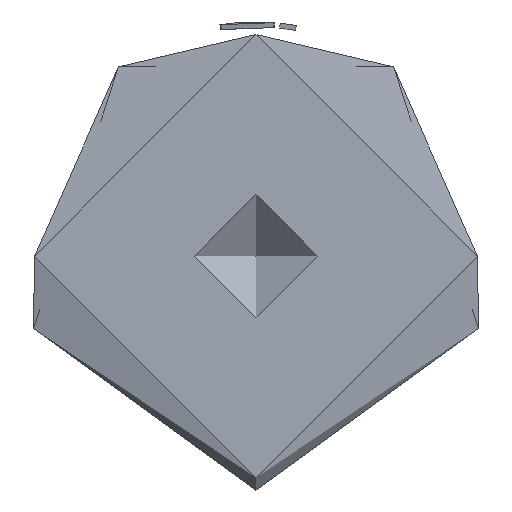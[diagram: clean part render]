
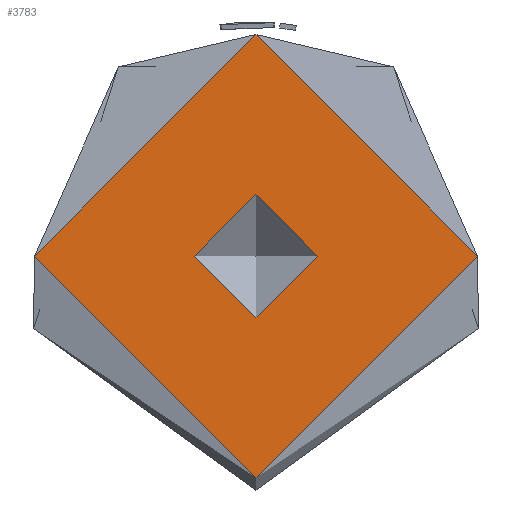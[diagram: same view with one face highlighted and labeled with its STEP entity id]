
A CAD part, front view. The second image highlights one B-rep face of the part: STEP entity #3783.
In plain terms, the highlighted face is planar.
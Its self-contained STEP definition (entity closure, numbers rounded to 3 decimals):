
#23 = VERTEX_POINT ( 'NONE', #3693 ) ;
#112 = CIRCLE ( 'NONE', #514, 2.5 ) ;
#514 = AXIS2_PLACEMENT_3D ( 'NONE', #3027, #1023, #3368 ) ;
#763 = ORIENTED_EDGE ( 'NONE', *, *, #4291, .F. ) ;
#820 = EDGE_LOOP ( 'NONE', ( #2385 ) ) ;
#1003 = PLANE ( 'NONE',  #1181 ) ;
#1023 = DIRECTION ( 'NONE',  ( 0., 0., -1. ) ) ;
#1181 = AXIS2_PLACEMENT_3D ( 'NONE', #1630, #3342, #1343 ) ;
#1343 = DIRECTION ( 'NONE',  ( -1., 0., 0. ) ) ;
#1521 = VERTEX_POINT ( 'NONE', #2348 ) ;
#1630 = CARTESIAN_POINT ( 'NONE',  ( 0., 9., 0. ) ) ;
#1649 = CARTESIAN_POINT ( 'NONE',  ( 0., 0., 0. ) ) ;
#1854 = CIRCLE ( 'NONE', #3120, 9. ) ;
#1992 = DIRECTION ( 'NONE',  ( 1., 0., 0. ) ) ;
#2348 = CARTESIAN_POINT ( 'NONE',  ( -2.5, 0., 0. ) ) ;
#2385 = ORIENTED_EDGE ( 'NONE', *, *, #2790, .F. ) ;
#2523 = FACE_BOUND ( 'NONE', #820, .T. ) ;
#2608 = FACE_OUTER_BOUND ( 'NONE', #4087, .T. ) ;
#2790 = EDGE_CURVE ( 'NONE', #1521, #1521, #112, .T. ) ;
#3027 = CARTESIAN_POINT ( 'NONE',  ( 0., 0., 0. ) ) ;
#3120 = AXIS2_PLACEMENT_3D ( 'NONE', #1649, #3998, #1992 ) ;
#3342 = DIRECTION ( 'NONE',  ( 0., 0., -1. ) ) ;
#3368 = DIRECTION ( 'NONE',  ( -1., 0., 0. ) ) ;
#3693 = CARTESIAN_POINT ( 'NONE',  ( 9., 0., 0. ) ) ;
#3783 = ADVANCED_FACE ( 'NONE', ( #2523, #2608 ), #1003, .T. ) ;
#3998 = DIRECTION ( 'NONE',  ( 0., 0., 1. ) ) ;
#4087 = EDGE_LOOP ( 'NONE', ( #763 ) ) ;
#4291 = EDGE_CURVE ( 'NONE', #23, #23, #1854, .T. ) ;
